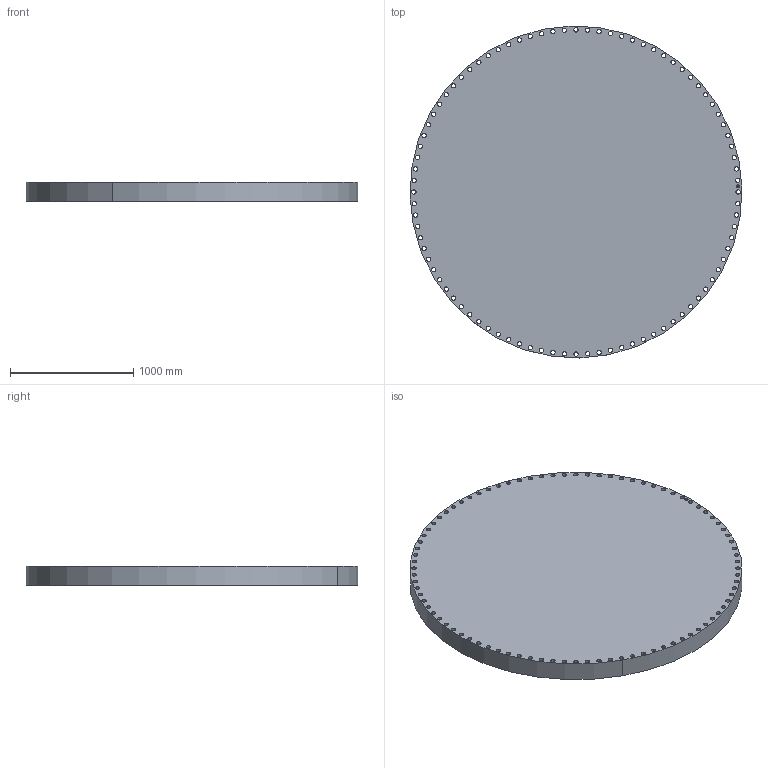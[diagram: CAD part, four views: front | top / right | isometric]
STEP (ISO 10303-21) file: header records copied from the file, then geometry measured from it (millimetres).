
FILE_DESCRIPTION(('3D STEP'),'2;1');
FILE_NAME('96-175-RF-BLIND-BCIS-FLANGE.stp','2013-09-15T13:13:11+00:00',('Texas Flange'),(''),'CATIA Version 5 Release 20 SP 6 (IN-10)','CATIA V5 STEP AP214','800-826-3801');
FILE_SCHEMA(('AUTOMOTIVE_DESIGN { 1 0 10303 214 1 1 1 1 }'));
Length unit declared in the file: inch
Products named in the file (1): 96-175-RF-BLIND-BCIS-FLANGE
Bounding box: 2691.65 x 2691.65 x 157.04 mm (x, y, z)
Volume: 880212129.9 mm3; surface area: 14051166.6 mm2
Topology: 1 solids, 1 shells, 654 faces, 2166 edges, 1444 vertices
Faces by surface type: plane 368, cylinder 286
Entity records: 25109 total; most frequent: ORIENTED_EDGE 4332, CARTESIAN_POINT 4055, DIRECTION 3054, EDGE_CURVE 2166, VERTEX_POINT 1444, VECTOR 1418, LINE 1418, AXIS2_PLACEMENT_3D 1193
